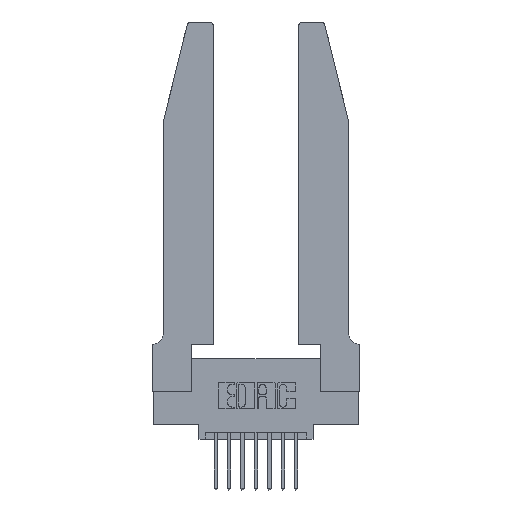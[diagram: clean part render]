
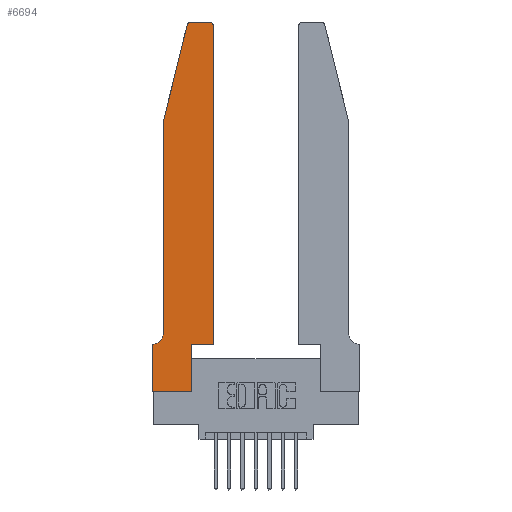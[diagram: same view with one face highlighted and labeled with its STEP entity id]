
A CAD part, top view. The second image highlights one B-rep face of the part: STEP entity #6694.
In plain terms, the highlighted planar face has unit normal (0, 0, 1).
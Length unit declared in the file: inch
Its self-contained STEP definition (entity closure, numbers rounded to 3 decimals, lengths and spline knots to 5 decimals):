
#34 = DIRECTION ( 'NONE',  ( 1., 0., 0. ) ) ;
#129 = ORIENTED_EDGE ( 'NONE', *, *, #3521, .T. ) ;
#170 = ORIENTED_EDGE ( 'NONE', *, *, #14988, .T. ) ;
#282 = VECTOR ( 'NONE', #9446, 39.37008 ) ;
#329 = DIRECTION ( 'NONE',  ( 1., 0., 0. ) ) ;
#345 = ORIENTED_EDGE ( 'NONE', *, *, #7629, .T. ) ;
#382 = CARTESIAN_POINT ( 'NONE',  ( 0.0755, 2., 0.37 ) ) ;
#818 = CARTESIAN_POINT ( 'NONE',  ( 0.4205, 2.75, 0.37 ) ) ;
#954 = DIRECTION ( 'NONE',  ( 0., -1., 0. ) ) ;
#1038 = DIRECTION ( 'NONE',  ( 0., 0., -1. ) ) ;
#1156 = DIRECTION ( 'NONE',  ( 0., 0., 1. ) ) ;
#1229 = CARTESIAN_POINT ( 'NONE',  ( 0.0755, 0.35, 0.37 ) ) ;
#1313 = LINE ( 'NONE', #3378, #13362 ) ;
#1407 = ORIENTED_EDGE ( 'NONE', *, *, #7593, .T. ) ;
#1524 = DIRECTION ( 'NONE',  ( -0.239, -0.971, 0. ) ) ;
#1568 = LINE ( 'NONE', #7316, #8138 ) ;
#1688 = ORIENTED_EDGE ( 'NONE', *, *, #9758, .T. ) ;
#1771 = ORIENTED_EDGE ( 'NONE', *, *, #2903, .T. ) ;
#1804 = AXIS2_PLACEMENT_3D ( 'NONE', #3947, #13274, #6281 ) ;
#1843 = VECTOR ( 'NONE', #13040, 39.37008 ) ;
#1855 = LINE ( 'NONE', #1229, #10801 ) ;
#1934 = VERTEX_POINT ( 'NONE', #12975 ) ;
#2512 = EDGE_CURVE ( 'NONE', #11480, #12374, #4182, .T. ) ;
#2594 = LINE ( 'NONE', #11875, #1843 ) ;
#2903 = EDGE_CURVE ( 'NONE', #10448, #10291, #13305, .T. ) ;
#3168 = CARTESIAN_POINT ( 'NONE',  ( 0.2865, 0.35, 0.37 ) ) ;
#3375 = CARTESIAN_POINT ( 'NONE',  ( 0., 0., 0.37 ) ) ;
#3378 = CARTESIAN_POINT ( 'NONE',  ( 0.4505, 0.35, 0.37 ) ) ;
#3521 = EDGE_CURVE ( 'NONE', #3682, #11480, #5616, .T. ) ;
#3682 = VERTEX_POINT ( 'NONE', #7496 ) ;
#3947 = CARTESIAN_POINT ( 'NONE',  ( 0., 0.35, 0.37 ) ) ;
#4141 = LINE ( 'NONE', #4740, #282 ) ;
#4155 = EDGE_CURVE ( 'NONE', #10184, #10448, #4141, .T. ) ;
#4182 = LINE ( 'NONE', #382, #4913 ) ;
#4295 = EDGE_CURVE ( 'NONE', #5613, #1934, #1568, .T. ) ;
#4432 = CARTESIAN_POINT ( 'NONE',  ( 0., 0., 0.37 ) ) ;
#4540 = DIRECTION ( 'NONE',  ( 1., 0., 0. ) ) ;
#4564 = CARTESIAN_POINT ( 'NONE',  ( 0.4505, 2.72, 0.37 ) ) ;
#4740 = CARTESIAN_POINT ( 'NONE',  ( 0.4505, 0.35, 0.37 ) ) ;
#4749 = DIRECTION ( 'NONE',  ( -1., 0., 0. ) ) ;
#4913 = VECTOR ( 'NONE', #1524, 39.37008 ) ;
#5294 = AXIS2_PLACEMENT_3D ( 'NONE', #8132, #1156, #9332 ) ;
#5558 = EDGE_CURVE ( 'NONE', #1934, #9851, #9940, .T. ) ;
#5613 = VERTEX_POINT ( 'NONE', #3375 ) ;
#5616 = CIRCLE ( 'NONE', #6266, 0.03 ) ;
#6266 = AXIS2_PLACEMENT_3D ( 'NONE', #14037, #7025, #34 ) ;
#6281 = DIRECTION ( 'NONE',  ( 1., 0., 0. ) ) ;
#6444 = CARTESIAN_POINT ( 'NONE',  ( 0.4505, 0.35, 0.37 ) ) ;
#6694 = ADVANCED_FACE ( 'NONE', ( #7326 ), #12111, .T. ) ;
#6808 = DIRECTION ( 'NONE',  ( -1., 0., 0. ) ) ;
#6827 = ORIENTED_EDGE ( 'NONE', *, *, #11237, .T. ) ;
#7025 = DIRECTION ( 'NONE',  ( 0., 0., 1. ) ) ;
#7063 = EDGE_CURVE ( 'NONE', #9333, #10237, #1855, .T. ) ;
#7137 = VECTOR ( 'NONE', #954, 39.37008 ) ;
#7197 = ORIENTED_EDGE ( 'NONE', *, *, #7063, .T. ) ;
#7316 = CARTESIAN_POINT ( 'NONE',  ( 0., 0., 0.37 ) ) ;
#7326 = FACE_OUTER_BOUND ( 'NONE', #9243, .T. ) ;
#7496 = CARTESIAN_POINT ( 'NONE',  ( 0.284, 2.75, 0.37 ) ) ;
#7556 = VECTOR ( 'NONE', #11315, 39.37008 ) ;
#7593 = EDGE_CURVE ( 'NONE', #10237, #5613, #10258, .T. ) ;
#7629 = EDGE_CURVE ( 'NONE', #9851, #10184, #1313, .T. ) ;
#7978 = CARTESIAN_POINT ( 'NONE',  ( 0.2605, 2.75, 0.37 ) ) ;
#8026 = CARTESIAN_POINT ( 'NONE',  ( 0.0055, 0.42, 0.37 ) ) ;
#8121 = VERTEX_POINT ( 'NONE', #15112 ) ;
#8132 = CARTESIAN_POINT ( 'NONE',  ( 0.4205, 2.72, 0.37 ) ) ;
#8138 = VECTOR ( 'NONE', #329, 39.37008 ) ;
#9134 = ORIENTED_EDGE ( 'NONE', *, *, #4155, .T. ) ;
#9215 = DIRECTION ( 'NONE',  ( -1., 0., 0. ) ) ;
#9243 = EDGE_LOOP ( 'NONE', ( #1688, #129, #12666, #6827, #170, #7197, #1407, #12120, #10735, #345, #9134, #1771 ) ) ;
#9332 = DIRECTION ( 'NONE',  ( 1., 0., 0. ) ) ;
#9333 = VERTEX_POINT ( 'NONE', #13050 ) ;
#9446 = DIRECTION ( 'NONE',  ( 0., 1., 0. ) ) ;
#9758 = EDGE_CURVE ( 'NONE', #10291, #3682, #14648, .T. ) ;
#9851 = VERTEX_POINT ( 'NONE', #12884 ) ;
#9940 = LINE ( 'NONE', #3168, #7556 ) ;
#10184 = VERTEX_POINT ( 'NONE', #6444 ) ;
#10237 = VERTEX_POINT ( 'NONE', #12380 ) ;
#10258 = LINE ( 'NONE', #4432, #7137 ) ;
#10291 = VERTEX_POINT ( 'NONE', #818 ) ;
#10430 = CARTESIAN_POINT ( 'NONE',  ( 0.25487, 2.72718, 0.37 ) ) ;
#10448 = VERTEX_POINT ( 'NONE', #4564 ) ;
#10735 = ORIENTED_EDGE ( 'NONE', *, *, #5558, .T. ) ;
#10801 = VECTOR ( 'NONE', #4749, 39.37008 ) ;
#10825 = VECTOR ( 'NONE', #6808, 39.37008 ) ;
#11237 = EDGE_CURVE ( 'NONE', #12374, #8121, #2594, .T. ) ;
#11315 = DIRECTION ( 'NONE',  ( 0., 1., 0. ) ) ;
#11430 = CIRCLE ( 'NONE', #12218, 0.07 ) ;
#11480 = VERTEX_POINT ( 'NONE', #10430 ) ;
#11875 = CARTESIAN_POINT ( 'NONE',  ( 0.0755, 2., 0.37 ) ) ;
#12111 = PLANE ( 'NONE',  #1804 ) ;
#12120 = ORIENTED_EDGE ( 'NONE', *, *, #4295, .T. ) ;
#12218 = AXIS2_PLACEMENT_3D ( 'NONE', #8026, #1038, #9215 ) ;
#12374 = VERTEX_POINT ( 'NONE', #13358 ) ;
#12380 = CARTESIAN_POINT ( 'NONE',  ( 0., 0.35, 0.37 ) ) ;
#12666 = ORIENTED_EDGE ( 'NONE', *, *, #2512, .T. ) ;
#12884 = CARTESIAN_POINT ( 'NONE',  ( 0.2865, 0.35, 0.37 ) ) ;
#12975 = CARTESIAN_POINT ( 'NONE',  ( 0.2865, 0., 0.37 ) ) ;
#13040 = DIRECTION ( 'NONE',  ( 0., -1., 0. ) ) ;
#13050 = CARTESIAN_POINT ( 'NONE',  ( 0.0055, 0.35, 0.37 ) ) ;
#13274 = DIRECTION ( 'NONE',  ( 0., 0., 1. ) ) ;
#13305 = CIRCLE ( 'NONE', #5294, 0.03 ) ;
#13358 = CARTESIAN_POINT ( 'NONE',  ( 0.0755, 2., 0.37 ) ) ;
#13362 = VECTOR ( 'NONE', #4540, 39.37008 ) ;
#14037 = CARTESIAN_POINT ( 'NONE',  ( 0.284, 2.72, 0.37 ) ) ;
#14648 = LINE ( 'NONE', #7978, #10825 ) ;
#14988 = EDGE_CURVE ( 'NONE', #8121, #9333, #11430, .T. ) ;
#15112 = CARTESIAN_POINT ( 'NONE',  ( 0.0755, 0.42, 0.37 ) ) ;
